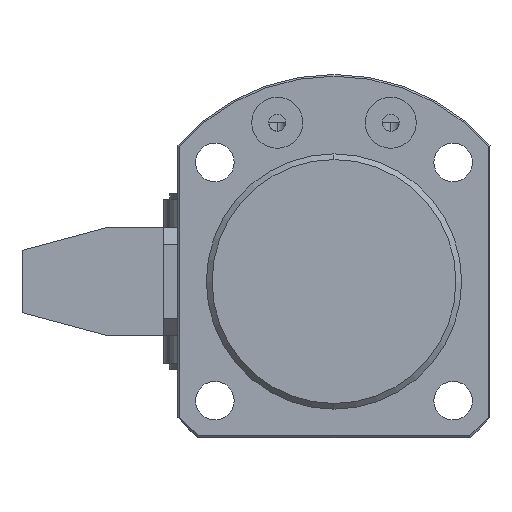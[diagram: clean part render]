
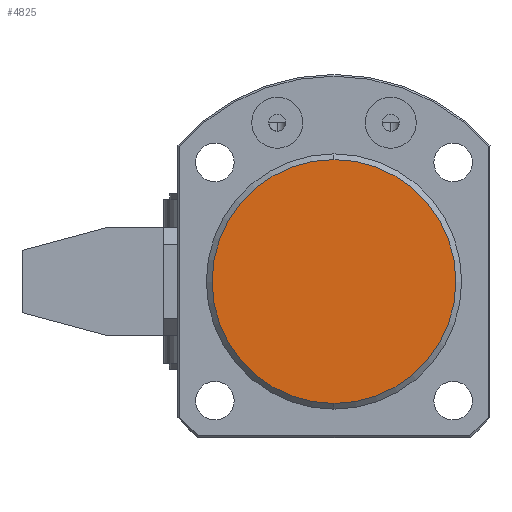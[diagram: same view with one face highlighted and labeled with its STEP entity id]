
A CAD part, left-side view. The second image highlights one B-rep face of the part: STEP entity #4825.
In plain terms, the highlighted planar face has unit normal (-1, 0, 0).
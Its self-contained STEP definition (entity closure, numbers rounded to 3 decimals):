
#580 = EDGE_CURVE ( 'NONE', #4610, #5429, #2457, .T. ) ;
#756 = CIRCLE ( 'NONE', #9917, 21.5 ) ;
#954 = DIRECTION ( 'NONE',  ( 0., 0., -1. ) ) ;
#1232 = FACE_OUTER_BOUND ( 'NONE', #7514, .T. ) ;
#2457 = CIRCLE ( 'NONE', #6236, 21.5 ) ;
#2790 = CARTESIAN_POINT ( 'NONE',  ( 0., 0., 0. ) ) ;
#2981 = PLANE ( 'NONE',  #7493 ) ;
#3076 = DIRECTION ( 'NONE',  ( 1., 0., 0. ) ) ;
#3761 = ORIENTED_EDGE ( 'NONE', *, *, #6708, .T. ) ;
#4610 = VERTEX_POINT ( 'NONE', #8564 ) ;
#4617 = CARTESIAN_POINT ( 'NONE',  ( 0., 0., 21.5 ) ) ;
#4825 = ADVANCED_FACE ( 'NONE', ( #1232 ), #2981, .F. ) ;
#5414 = DIRECTION ( 'NONE',  ( -1., 0., 0. ) ) ;
#5422 = CARTESIAN_POINT ( 'NONE',  ( 0., 0., 0. ) ) ;
#5429 = VERTEX_POINT ( 'NONE', #4617 ) ;
#5659 = DIRECTION ( 'NONE',  ( 0., 0., -1. ) ) ;
#6236 = AXIS2_PLACEMENT_3D ( 'NONE', #8726, #8746, #8785 ) ;
#6708 = EDGE_CURVE ( 'NONE', #5429, #4610, #756, .T. ) ;
#7493 = AXIS2_PLACEMENT_3D ( 'NONE', #2790, #3076, #5659 ) ;
#7514 = EDGE_LOOP ( 'NONE', ( #9389, #3761 ) ) ;
#8564 = CARTESIAN_POINT ( 'NONE',  ( 0., 0., -21.5 ) ) ;
#8726 = CARTESIAN_POINT ( 'NONE',  ( 0., 0., 0. ) ) ;
#8746 = DIRECTION ( 'NONE',  ( -1., 0., 0. ) ) ;
#8785 = DIRECTION ( 'NONE',  ( 0., 0., -1. ) ) ;
#9389 = ORIENTED_EDGE ( 'NONE', *, *, #580, .T. ) ;
#9917 = AXIS2_PLACEMENT_3D ( 'NONE', #5422, #5414, #954 ) ;
